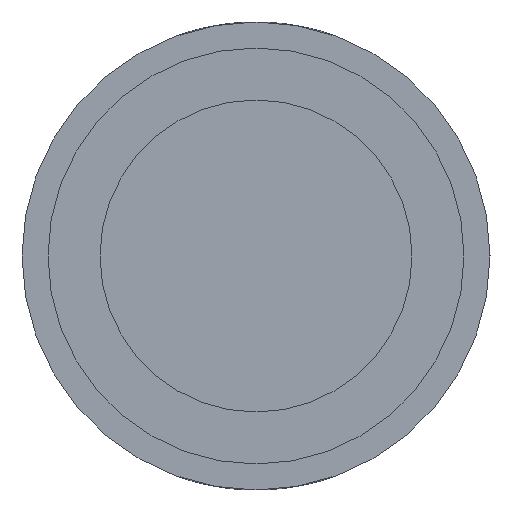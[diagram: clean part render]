
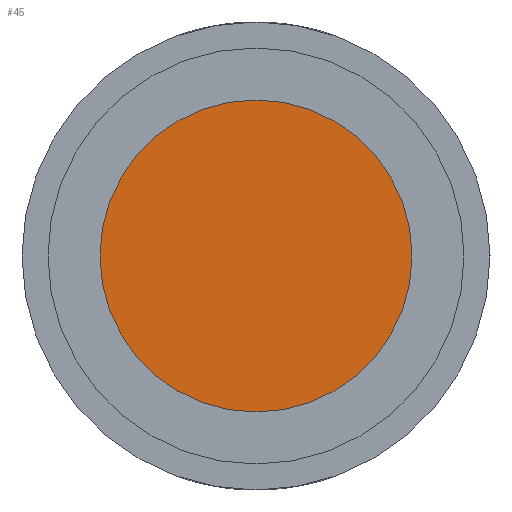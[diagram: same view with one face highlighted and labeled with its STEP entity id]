
A CAD part, left-side view. The second image highlights one B-rep face of the part: STEP entity #45.
In plain terms, the highlighted planar face has unit normal (-1, 0, 0).
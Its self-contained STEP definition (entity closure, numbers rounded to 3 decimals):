
#45 = ADVANCED_FACE ( 'NONE', ( #130 ), #702, .T. ) ;
#96 = VERTEX_POINT ( 'NONE', #585 ) ;
#113 = AXIS2_PLACEMENT_3D ( 'NONE', #467, #238, #471 ) ;
#130 = FACE_OUTER_BOUND ( 'NONE', #207, .T. ) ;
#151 = CIRCLE ( 'NONE', #571, 6. ) ;
#171 = DIRECTION ( 'NONE',  ( 0., 0., -1. ) ) ;
#195 = ORIENTED_EDGE ( 'NONE', *, *, #427, .F. ) ;
#207 = EDGE_LOOP ( 'NONE', ( #195, #472 ) ) ;
#238 = DIRECTION ( 'NONE',  ( -1., 0., 0. ) ) ;
#292 = DIRECTION ( 'NONE',  ( 1., 0., 0. ) ) ;
#331 = CARTESIAN_POINT ( 'NONE',  ( 0., 0., 0. ) ) ;
#336 = DIRECTION ( 'NONE',  ( 0., 0., -1. ) ) ;
#427 = EDGE_CURVE ( 'NONE', #96, #610, #528, .T. ) ;
#449 = EDGE_CURVE ( 'NONE', #610, #96, #151, .T. ) ;
#467 = CARTESIAN_POINT ( 'NONE',  ( 0., 0., 0. ) ) ;
#471 = DIRECTION ( 'NONE',  ( 0., 0., 1. ) ) ;
#472 = ORIENTED_EDGE ( 'NONE', *, *, #449, .F. ) ;
#528 = CIRCLE ( 'NONE', #711, 6. ) ;
#566 = CARTESIAN_POINT ( 'NONE',  ( 0., 0., 0. ) ) ;
#571 = AXIS2_PLACEMENT_3D ( 'NONE', #331, #634, #336 ) ;
#585 = CARTESIAN_POINT ( 'NONE',  ( 0., 0., -6. ) ) ;
#610 = VERTEX_POINT ( 'NONE', #663 ) ;
#634 = DIRECTION ( 'NONE',  ( 1., 0., 0. ) ) ;
#663 = CARTESIAN_POINT ( 'NONE',  ( 0., 0., 6. ) ) ;
#702 = PLANE ( 'NONE',  #113 ) ;
#711 = AXIS2_PLACEMENT_3D ( 'NONE', #566, #292, #171 ) ;
